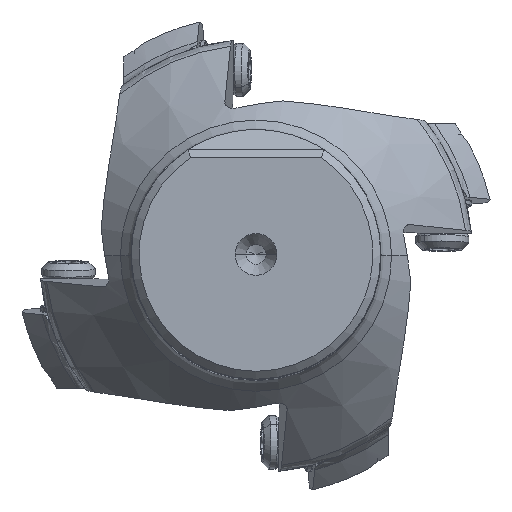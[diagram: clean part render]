
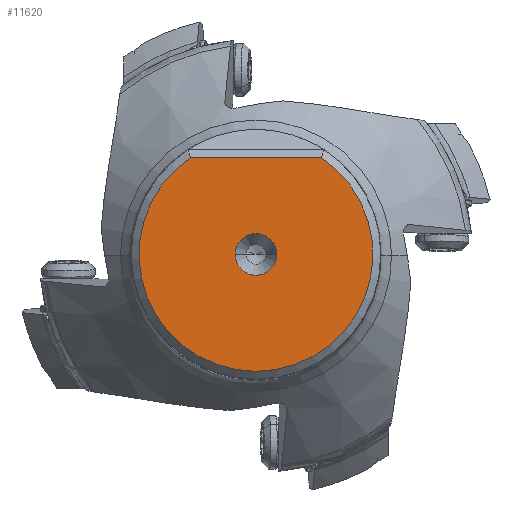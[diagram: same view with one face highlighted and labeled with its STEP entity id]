
A CAD part, top view. The second image highlights one B-rep face of the part: STEP entity #11620.
In plain terms, the highlighted planar face has unit normal (0, 0, 1).
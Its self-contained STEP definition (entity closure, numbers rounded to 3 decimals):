
#4961=CARTESIAN_POINT('',(-8.325,12.285,
0.));
#5068=CARTESIAN_POINT('',(0.,0.,
0.));
#5069=DIRECTION('',(0.,0.,-1.));
#5070=DIRECTION('',(0.561,0.828,0.));
#5071=AXIS2_PLACEMENT_3D('',#5068,#5069,#5070);
#5076=CARTESIAN_POINT('',(0.,0.,
0.));
#5077=DIRECTION('',(0.,0.,-1.));
#5078=DIRECTION('',(0.,-1.,0.));
#5079=AXIS2_PLACEMENT_3D('',#5076,#5077,#5078);
#5084=DIRECTION('',(1.,0.,0.));
#5085=VECTOR('',#5084,16.65);
#5086=CARTESIAN_POINT('',(-8.325,12.285,
0.));
#5087=LINE('',#5086,#5085);
#5091=CARTESIAN_POINT('',(0.,0.,0.));
#5092=DIRECTION('',(0.,0.,1.));
#5093=DIRECTION('',(1.,0.,0.));
#5094=AXIS2_PLACEMENT_3D('',#5091,#5092,#5093);
#5099=CARTESIAN_POINT('',(0.,0.,0.));
#5100=DIRECTION('',(0.,0.,1.));
#5101=DIRECTION('',(-1.,0.,0.));
#5102=AXIS2_PLACEMENT_3D('',#5099,#5100,#5101);
#8012=VERTEX_POINT('',#4961);
#8017=CARTESIAN_POINT('',(0.,-14.84,
0.));
#8018=VERTEX_POINT('',#8017);
#8019=CARTESIAN_POINT('',(8.325,12.285,
0.));
#8020=VERTEX_POINT('',#8019);
#8027=CARTESIAN_POINT('',(2.65,0.,0.));
#8028=CARTESIAN_POINT('',(-2.65,0.,0.));
#8029=VERTEX_POINT('',#8027);
#8030=VERTEX_POINT('',#8028);
#11604=CARTESIAN_POINT('',(0.,-1.277,0.));
#11605=DIRECTION('',(0.,0.,1.));
#11606=DIRECTION('',(1.,0.,0.));
#11607=AXIS2_PLACEMENT_3D('',#11604,#11605,#11606);
#11608=PLANE('',#11607);
#11609=ORIENTED_EDGE('',*,*,#11545,.T.);
#11610=ORIENTED_EDGE('',*,*,#11543,.T.);
#11611=ORIENTED_EDGE('',*,*,#11517,.T.);
#11612=EDGE_LOOP('',(#11609,#11610,#11611));
#11613=FACE_OUTER_BOUND('',#11612,.F.);
#11615=ORIENTED_EDGE('',*,*,#11614,.T.);
#11617=ORIENTED_EDGE('',*,*,#11616,.T.);
#11618=EDGE_LOOP('',(#11615,#11617));
#11619=FACE_BOUND('',#11618,.F.);
#5072=CIRCLE('',#5071,14.84);
#5080=CIRCLE('',#5079,14.84);
#5095=CIRCLE('',#5094,2.65);
#5103=CIRCLE('',#5102,2.65);
#11517=EDGE_CURVE('',#8012,#8020,#5087,.T.);
#11543=EDGE_CURVE('',#8018,#8012,#5080,.T.);
#11545=EDGE_CURVE('',#8020,#8018,#5072,.T.);
#11614=EDGE_CURVE('',#8029,#8030,#5095,.T.);
#11616=EDGE_CURVE('',#8030,#8029,#5103,.T.);
#11620=ADVANCED_FACE('',(#11613,#11619),#11608,.T.);
